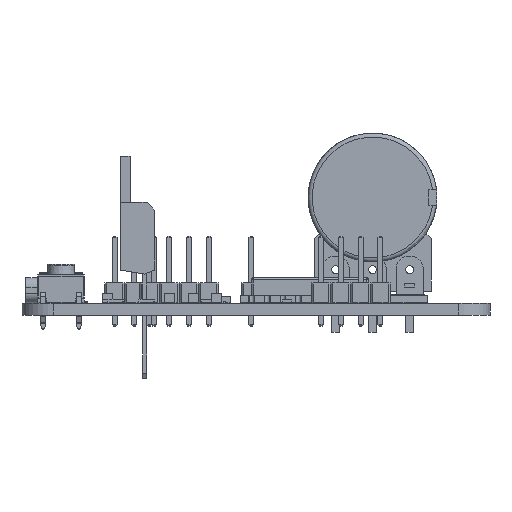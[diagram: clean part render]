
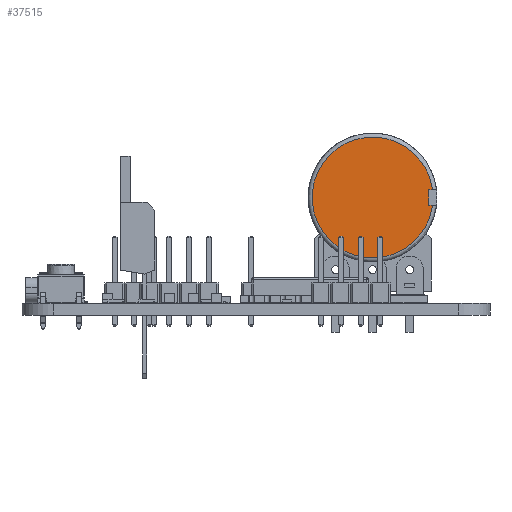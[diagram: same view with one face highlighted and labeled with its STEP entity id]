
A CAD part, left-side view. The second image highlights one B-rep face of the part: STEP entity #37515.
In plain terms, the highlighted face is planar.
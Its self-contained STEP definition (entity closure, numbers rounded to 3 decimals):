
#37479 = VERTEX_POINT('',#37480);
#37480 = CARTESIAN_POINT('',(7.685,0.,-1.));
#37493 = VERTEX_POINT('',#37494);
#37494 = CARTESIAN_POINT('',(7.685,0.,1.));
#37504 = EDGE_CURVE('',#37479,#37493,#37505,.T.);
#37505 = CIRCLE('',#37506,7.75);
#37506 = AXIS2_PLACEMENT_3D('',#37507,#37508,#37509);
#37507 = CARTESIAN_POINT('',(0.,0.,0.));
#37508 = DIRECTION('',(0.,1.,0.));
#37509 = DIRECTION('',(0.992,0.,-0.129));
#37515 = ADVANCED_FACE('',(#37516),#37541,.T.);
#37516 = FACE_BOUND('',#37517,.F.);
#37517 = EDGE_LOOP('',(#37518,#37519,#37527,#37535));
#37518 = ORIENTED_EDGE('',*,*,#37504,.F.);
#37519 = ORIENTED_EDGE('',*,*,#37520,.T.);
#37520 = EDGE_CURVE('',#37479,#37521,#37523,.T.);
#37521 = VERTEX_POINT('',#37522);
#37522 = CARTESIAN_POINT('',(7.189,0.,-1.));
#37523 = LINE('',#37524,#37525);
#37524 = CARTESIAN_POINT('',(7.685,0.,-1.));
#37525 = VECTOR('',#37526,1.);
#37526 = DIRECTION('',(-1.,0.,0.));
#37527 = ORIENTED_EDGE('',*,*,#37528,.T.);
#37528 = EDGE_CURVE('',#37521,#37529,#37531,.T.);
#37529 = VERTEX_POINT('',#37530);
#37530 = CARTESIAN_POINT('',(7.189,0.,1.));
#37531 = LINE('',#37532,#37533);
#37532 = CARTESIAN_POINT('',(7.189,0.,-1.));
#37533 = VECTOR('',#37534,1.);
#37534 = DIRECTION('',(0.,0.,1.));
#37535 = ORIENTED_EDGE('',*,*,#37536,.T.);
#37536 = EDGE_CURVE('',#37529,#37493,#37537,.T.);
#37537 = LINE('',#37538,#37539);
#37538 = CARTESIAN_POINT('',(7.189,0.,1.));
#37539 = VECTOR('',#37540,1.);
#37540 = DIRECTION('',(1.,0.,0.));
#37541 = PLANE('',#37542);
#37542 = AXIS2_PLACEMENT_3D('',#37543,#37544,#37545);
#37543 = CARTESIAN_POINT('',(0.,0.,0.));
#37544 = DIRECTION('',(0.,1.,0.));
#37545 = DIRECTION('',(1.,0.,0.));
